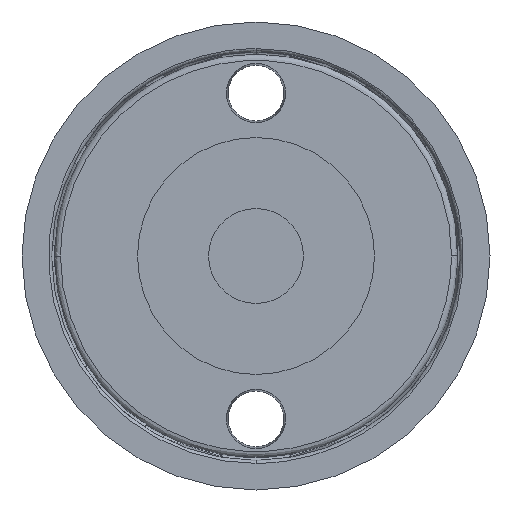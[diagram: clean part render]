
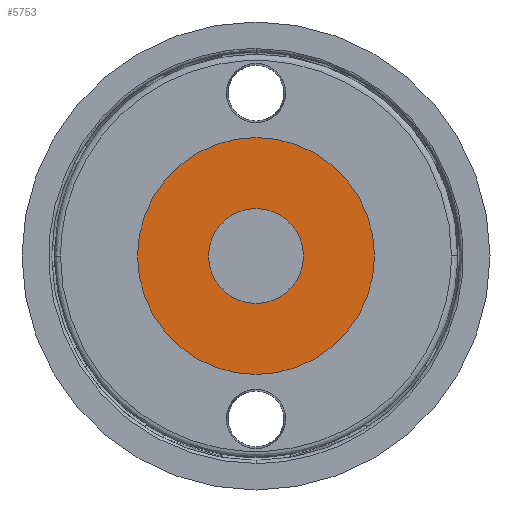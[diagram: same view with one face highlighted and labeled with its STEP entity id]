
A CAD part, front view. The second image highlights one B-rep face of the part: STEP entity #5753.
In plain terms, the highlighted planar face has unit normal (0, -1, 0).
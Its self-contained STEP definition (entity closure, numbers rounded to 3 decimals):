
#848 = VERTEX_POINT ( 'NONE', #3649 ) ;
#1062 = DIRECTION ( 'NONE',  ( 1., 0., 0. ) ) ;
#1588 = FACE_OUTER_BOUND ( 'NONE', #5658, .T. ) ;
#2084 = VERTEX_POINT ( 'NONE', #8095 ) ;
#2648 = FACE_BOUND ( 'NONE', #10485, .T. ) ;
#2684 = DIRECTION ( 'NONE',  ( 0., 1., 0. ) ) ;
#2855 = AXIS2_PLACEMENT_3D ( 'NONE', #8403, #9218, #1062 ) ;
#3436 = AXIS2_PLACEMENT_3D ( 'NONE', #13358, #13337, #13310 ) ;
#3571 = CIRCLE ( 'NONE', #5151, 20. ) ;
#3649 = CARTESIAN_POINT ( 'NONE',  ( 20., -0.866, 0. ) ) ;
#4111 = CARTESIAN_POINT ( 'NONE',  ( -20., -0.866, 0. ) ) ;
#4289 = ORIENTED_EDGE ( 'NONE', *, *, #12082, .T. ) ;
#4930 = EDGE_CURVE ( 'NONE', #13370, #2084, #5885, .T. ) ;
#5151 = AXIS2_PLACEMENT_3D ( 'NONE', #5551, #12845, #6583 ) ;
#5319 = ORIENTED_EDGE ( 'NONE', *, *, #4930, .T. ) ;
#5551 = CARTESIAN_POINT ( 'NONE',  ( 0., -0.866, 0. ) ) ;
#5658 = EDGE_LOOP ( 'NONE', ( #11420, #8456 ) ) ;
#5753 = ADVANCED_FACE ( 'NONE', ( #2648, #1588 ), #7333, .T. ) ;
#5885 = CIRCLE ( 'NONE', #2855, 8. ) ;
#6583 = DIRECTION ( 'NONE',  ( 1., 0., 0. ) ) ;
#6622 = AXIS2_PLACEMENT_3D ( 'NONE', #7083, #6961, #6888 ) ;
#6758 = CIRCLE ( 'NONE', #8049, 8. ) ;
#6888 = DIRECTION ( 'NONE',  ( 1., 0., 0. ) ) ;
#6961 = DIRECTION ( 'NONE',  ( 0., -1., 0. ) ) ;
#7083 = CARTESIAN_POINT ( 'NONE',  ( -8., -0.866, 0. ) ) ;
#7333 = PLANE ( 'NONE',  #6622 ) ;
#8049 = AXIS2_PLACEMENT_3D ( 'NONE', #8855, #2684, #9941 ) ;
#8095 = CARTESIAN_POINT ( 'NONE',  ( 8., -0.866, 0. ) ) ;
#8403 = CARTESIAN_POINT ( 'NONE',  ( 0., -0.866, 0. ) ) ;
#8427 = EDGE_CURVE ( 'NONE', #10298, #848, #12409, .T. ) ;
#8456 = ORIENTED_EDGE ( 'NONE', *, *, #8427, .T. ) ;
#8855 = CARTESIAN_POINT ( 'NONE',  ( 0., -0.866, 0. ) ) ;
#9218 = DIRECTION ( 'NONE',  ( 0., 1., 0. ) ) ;
#9941 = DIRECTION ( 'NONE',  ( 1., 0., 0. ) ) ;
#10298 = VERTEX_POINT ( 'NONE', #4111 ) ;
#10485 = EDGE_LOOP ( 'NONE', ( #4289, #5319 ) ) ;
#11420 = ORIENTED_EDGE ( 'NONE', *, *, #12379, .T. ) ;
#12082 = EDGE_CURVE ( 'NONE', #2084, #13370, #6758, .T. ) ;
#12379 = EDGE_CURVE ( 'NONE', #848, #10298, #3571, .T. ) ;
#12409 = CIRCLE ( 'NONE', #3436, 20. ) ;
#12845 = DIRECTION ( 'NONE',  ( 0., -1., 0. ) ) ;
#13120 = CARTESIAN_POINT ( 'NONE',  ( -8., -0.866, 0. ) ) ;
#13310 = DIRECTION ( 'NONE',  ( 1., 0., 0. ) ) ;
#13337 = DIRECTION ( 'NONE',  ( 0., -1., 0. ) ) ;
#13358 = CARTESIAN_POINT ( 'NONE',  ( 0., -0.866, 0. ) ) ;
#13370 = VERTEX_POINT ( 'NONE', #13120 ) ;
